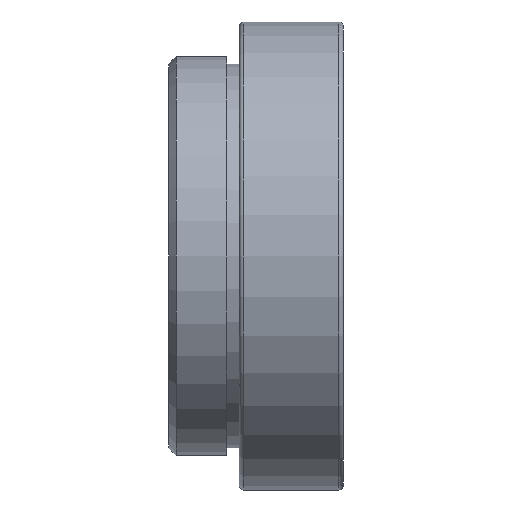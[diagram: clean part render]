
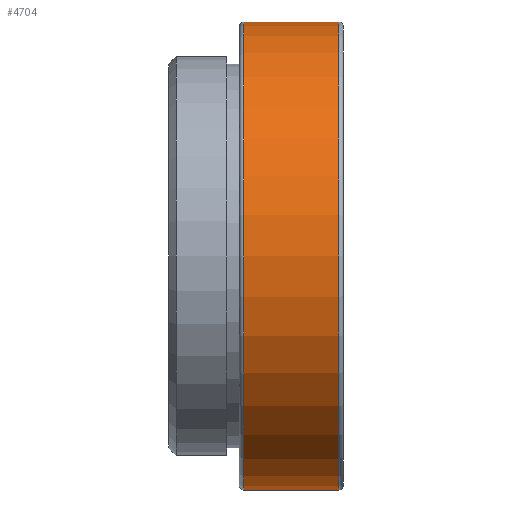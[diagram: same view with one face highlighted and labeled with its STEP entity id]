
A CAD part, front view. The second image highlights one B-rep face of the part: STEP entity #4704.
In plain terms, the highlighted cylindrical face has radius 15.25 mm (diameter 30.5 mm), a partial arc.
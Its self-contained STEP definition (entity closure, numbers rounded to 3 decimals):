
#677 = CARTESIAN_POINT ( 'NONE',  ( -6.5, 0., 15.25 ) ) ;
#913 = DIRECTION ( 'NONE',  ( 1., 0., 0. ) ) ;
#949 = DIRECTION ( 'NONE',  ( 1., 0., 0. ) ) ;
#1323 = EDGE_LOOP ( 'NONE', ( #2845, #3534, #10113, #3763 ) ) ;
#1419 = CARTESIAN_POINT ( 'NONE',  ( -6.5, 0., -15.25 ) ) ;
#1803 = CARTESIAN_POINT ( 'NONE',  ( -0.3, 0., 0. ) ) ;
#2111 = DIRECTION ( 'NONE',  ( 1., 0., 0. ) ) ;
#2845 = ORIENTED_EDGE ( 'NONE', *, *, #9521, .F. ) ;
#2908 = AXIS2_PLACEMENT_3D ( 'NONE', #7088, #2111, #5957 ) ;
#3074 = CARTESIAN_POINT ( 'NONE',  ( -6.5, 0., 0. ) ) ;
#3534 = ORIENTED_EDGE ( 'NONE', *, *, #4101, .T. ) ;
#3546 = CIRCLE ( 'NONE', #8192, 15.25 ) ;
#3699 = FACE_OUTER_BOUND ( 'NONE', #1323, .T. ) ;
#3763 = ORIENTED_EDGE ( 'NONE', *, *, #10225, .T. ) ;
#3769 = CARTESIAN_POINT ( 'NONE',  ( 0., 0., 15.25 ) ) ;
#3910 = VERTEX_POINT ( 'NONE', #1419 ) ;
#4101 = EDGE_CURVE ( 'NONE', #6135, #3910, #3546, .T. ) ;
#4704 = ADVANCED_FACE ( 'NONE', ( #3699 ), #7737, .T. ) ;
#4735 = VECTOR ( 'NONE', #913, 1000. ) ;
#4941 = DIRECTION ( 'NONE',  ( 1., 0., 0. ) ) ;
#4986 = DIRECTION ( 'NONE',  ( -1., 0., 0. ) ) ;
#5127 = DIRECTION ( 'NONE',  ( 0., 0., 1. ) ) ;
#5957 = DIRECTION ( 'NONE',  ( 0., 0., -1. ) ) ;
#6003 = LINE ( 'NONE', #12994, #11107 ) ;
#6135 = VERTEX_POINT ( 'NONE', #677 ) ;
#7088 = CARTESIAN_POINT ( 'NONE',  ( 0., 0., 0. ) ) ;
#7687 = EDGE_CURVE ( 'NONE', #3910, #8214, #6003, .T. ) ;
#7737 = CYLINDRICAL_SURFACE ( 'NONE', #2908, 15.25 ) ;
#7958 = DIRECTION ( 'NONE',  ( 0., 0., -1. ) ) ;
#8192 = AXIS2_PLACEMENT_3D ( 'NONE', #3074, #949, #5127 ) ;
#8214 = VERTEX_POINT ( 'NONE', #10500 ) ;
#8973 = CARTESIAN_POINT ( 'NONE',  ( -0.3, 0., 15.25 ) ) ;
#9521 = EDGE_CURVE ( 'NONE', #6135, #10544, #11012, .T. ) ;
#9663 = CIRCLE ( 'NONE', #10944, 15.25 ) ;
#10113 = ORIENTED_EDGE ( 'NONE', *, *, #7687, .T. ) ;
#10225 = EDGE_CURVE ( 'NONE', #8214, #10544, #9663, .T. ) ;
#10500 = CARTESIAN_POINT ( 'NONE',  ( -0.3, 0., -15.25 ) ) ;
#10544 = VERTEX_POINT ( 'NONE', #8973 ) ;
#10944 = AXIS2_PLACEMENT_3D ( 'NONE', #1803, #4986, #7958 ) ;
#11012 = LINE ( 'NONE', #3769, #4735 ) ;
#11107 = VECTOR ( 'NONE', #4941, 1000. ) ;
#12994 = CARTESIAN_POINT ( 'NONE',  ( 0., 0., -15.25 ) ) ;
